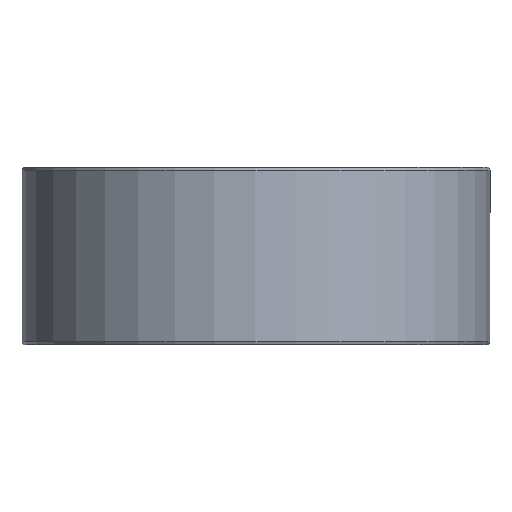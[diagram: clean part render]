
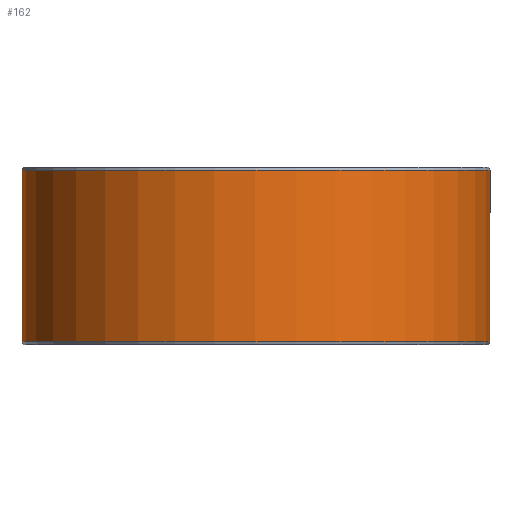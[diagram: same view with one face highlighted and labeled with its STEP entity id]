
A CAD part, front view. The second image highlights one B-rep face of the part: STEP entity #162.
In plain terms, the highlighted cylindrical face has radius 145 mm (diameter 290 mm), a partial arc.
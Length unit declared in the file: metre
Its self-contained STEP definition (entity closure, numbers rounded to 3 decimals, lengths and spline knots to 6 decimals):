
#162=ADVANCED_FACE('',(#185,#186),#187,.T.);
#185=FACE_OUTER_BOUND('',#211,.T.);
#186=FACE_BOUND('',#212,.T.);
#187=CYLINDRICAL_SURFACE('',#213,0.145);
#211=EDGE_LOOP('',(#289,#290,#291,#292));
#212=EDGE_LOOP('',(#293));
#213=AXIS2_PLACEMENT_3D('',#294,#295,#296);
#289=ORIENTED_EDGE('',*,*,#314,.T.);
#290=ORIENTED_EDGE('',*,*,#323,.F.);
#291=ORIENTED_EDGE('',*,*,#309,.F.);
#292=ORIENTED_EDGE('',*,*,#324,.T.);
#293=ORIENTED_EDGE('',*,*,#327,.T.);
#294=CARTESIAN_POINT('',(0.,0.,0.0));
#295=DIRECTION('',(0.,0.0,-1.0));
#296=DIRECTION('',(-1.0,0.0,0.));
#309=EDGE_CURVE('',#341,#342,#343,.T.);
#314=EDGE_CURVE('',#351,#349,#352,.T.);
#323=EDGE_CURVE('',#342,#349,#365,.T.);
#324=EDGE_CURVE('',#341,#351,#366,.T.);
#327=EDGE_CURVE('',#370,#370,#371,.T.);
#341=VERTEX_POINT('',#389);
#342=VERTEX_POINT('',#390);
#343=CIRCLE('',#391,0.145);
#349=VERTEX_POINT('',#399);
#351=VERTEX_POINT('',#402);
#352=CIRCLE('',#403,0.145);
#365=LINE('',#422,#423);
#366=LINE('',#424,#425);
#370=VERTEX_POINT('',#503);
#371=B_SPLINE_CURVE_WITH_KNOTS('',3,(#504,#505,#506,#507,#508,#509,#510,#511,#512,#513,#514,#515,#516,#517,#518,#519,#520,#521,#522,#523,#524,#525,#526,#527,#528,#529,#530,#531,#532,#533,#534,#535,#536,#537,#538,#539,#540,#541,#542,#543,#544,#545,#546,#547,#548,#549,#550,#551,#552,#553,#554,#555,#556,#557,#558,#559,#560,#561,#562,#563,#564,#565,#566,#567,#568,#569,#570,#571,#572,#573,#574,#575,#576,#577),.UNSPECIFIED.,.T.,.F.,(2,2,2,2,2,2,2,2,2,2,2,2,2,2,2,2,2,2,2,2,2,2,2,2,2,2,2,2,2,2,2,2,2,2,2,2,2,2,2),(-0.000977,0.0,0.000977,0.001465,0.001954,0.002931,0.003908,0.004885,0.005862,0.006839,0.007816,0.008793,0.00977,0.010747,0.011724,0.012701,0.013189,0.013678,0.014655,0.015632,0.016609,0.017586,0.018563,0.01954,0.020517,0.021494,0.022471,0.023448,0.024424,0.024913,0.025401,0.026378,0.027355,0.028332,0.028821,0.029309,0.030286,0.031263,0.03224),.UNSPECIFIED.);
#389=CARTESIAN_POINT('',(0.002531,0.144978,0.0018));
#390=CARTESIAN_POINT('',(0.,0.145,0.0018));
#391=AXIS2_PLACEMENT_3D('',#591,#592,#593);
#399=CARTESIAN_POINT('',(0.,0.145,0.1082));
#402=CARTESIAN_POINT('',(0.002531,0.144978,0.1082));
#403=AXIS2_PLACEMENT_3D('',#600,#601,#602);
#422=CARTESIAN_POINT('',(0.,0.145,0.0018));
#423=VECTOR('',#615,1.0);
#424=CARTESIAN_POINT('',(0.002531,0.144978,0.0018));
#425=VECTOR('',#616,1.0);
#503=CARTESIAN_POINT('',(0.12164,-0.078922,0.055));
#504=CARTESIAN_POINT('',(0.12164,-0.078922,0.05467));
#505=CARTESIAN_POINT('',(0.12164,-0.078922,0.05533));
#506=CARTESIAN_POINT('',(0.121658,-0.078895,0.055655));
#507=CARTESIAN_POINT('',(0.12171,-0.078815,0.056134));
#508=CARTESIAN_POINT('',(0.121731,-0.078781,0.056293));
#509=CARTESIAN_POINT('',(0.121783,-0.078702,0.056607));
#510=CARTESIAN_POINT('',(0.121813,-0.078655,0.056763));
#511=CARTESIAN_POINT('',(0.121915,-0.078496,0.057217));
#512=CARTESIAN_POINT('',(0.121998,-0.078367,0.057504));
#513=CARTESIAN_POINT('',(0.122194,-0.078061,0.058048));
#514=CARTESIAN_POINT('',(0.122308,-0.077883,0.058305));
#515=CARTESIAN_POINT('',(0.122555,-0.077494,0.058766));
#516=CARTESIAN_POINT('',(0.12269,-0.077281,0.058973));
#517=CARTESIAN_POINT('',(0.12298,-0.076818,0.059339));
#518=CARTESIAN_POINT('',(0.123134,-0.076571,0.059494));
#519=CARTESIAN_POINT('',(0.123451,-0.076059,0.059744));
#520=CARTESIAN_POINT('',(0.123616,-0.075791,0.05984));
#521=CARTESIAN_POINT('',(0.123952,-0.07524,0.059968));
#522=CARTESIAN_POINT('',(0.12412,-0.074962,0.06));
#523=CARTESIAN_POINT('',(0.124456,-0.074403,0.06));
#524=CARTESIAN_POINT('',(0.124625,-0.074119,0.059968));
#525=CARTESIAN_POINT('',(0.124952,-0.073567,0.05984));
#526=CARTESIAN_POINT('',(0.12511,-0.073298,0.059746));
#527=CARTESIAN_POINT('',(0.125415,-0.072775,0.059496));
#528=CARTESIAN_POINT('',(0.125562,-0.072522,0.059339));
#529=CARTESIAN_POINT('',(0.125832,-0.072052,0.058977));
#530=CARTESIAN_POINT('',(0.125957,-0.071832,0.058771));
#531=CARTESIAN_POINT('',(0.126188,-0.071426,0.058304));
#532=CARTESIAN_POINT('',(0.12629,-0.071246,0.058051));
#533=CARTESIAN_POINT('',(0.126423,-0.071009,0.057645));
#534=CARTESIAN_POINT('',(0.126464,-0.070935,0.057505));
#535=CARTESIAN_POINT('',(0.12654,-0.0708,0.057216));
#536=CARTESIAN_POINT('',(0.126574,-0.070738,0.057066));
#537=CARTESIAN_POINT('',(0.126666,-0.070574,0.056612));
#538=CARTESIAN_POINT('',(0.126712,-0.070491,0.0563));
#539=CARTESIAN_POINT('',(0.126775,-0.070379,0.055659));
#540=CARTESIAN_POINT('',(0.12679,-0.07035,0.055328));
#541=CARTESIAN_POINT('',(0.126791,-0.07035,0.054675));
#542=CARTESIAN_POINT('',(0.126775,-0.070378,0.054351));
#543=CARTESIAN_POINT('',(0.126713,-0.070489,0.053707));
#544=CARTESIAN_POINT('',(0.126667,-0.070573,0.05339));
#545=CARTESIAN_POINT('',(0.126545,-0.070791,0.052789));
#546=CARTESIAN_POINT('',(0.12647,-0.070926,0.052498));
#547=CARTESIAN_POINT('',(0.12629,-0.071244,0.051951));
#548=CARTESIAN_POINT('',(0.126189,-0.071425,0.051699));
#549=CARTESIAN_POINT('',(0.125961,-0.071825,0.051237));
#550=CARTESIAN_POINT('',(0.125834,-0.072048,0.051026));
#551=CARTESIAN_POINT('',(0.125563,-0.07252,0.050662));
#552=CARTESIAN_POINT('',(0.125419,-0.072768,0.050508));
#553=CARTESIAN_POINT('',(0.125114,-0.07329,0.050257));
#554=CARTESIAN_POINT('',(0.124953,-0.073565,0.050161));
#555=CARTESIAN_POINT('',(0.124628,-0.074115,0.050033));
#556=CARTESIAN_POINT('',(0.124462,-0.074394,0.05));
#557=CARTESIAN_POINT('',(0.124122,-0.074959,0.05));
#558=CARTESIAN_POINT('',(0.123953,-0.075238,0.050032));
#559=CARTESIAN_POINT('',(0.123703,-0.075647,0.050127));
#560=CARTESIAN_POINT('',(0.123621,-0.075782,0.050166));
#561=CARTESIAN_POINT('',(0.123456,-0.076049,0.050261));
#562=CARTESIAN_POINT('',(0.123374,-0.076182,0.050317));
#563=CARTESIAN_POINT('',(0.123135,-0.076569,0.050505));
#564=CARTESIAN_POINT('',(0.122983,-0.076813,0.050658));
#565=CARTESIAN_POINT('',(0.122694,-0.077274,0.05102));
#566=CARTESIAN_POINT('',(0.122557,-0.077491,0.051231));
#567=CARTESIAN_POINT('',(0.122309,-0.077882,0.051692));
#568=CARTESIAN_POINT('',(0.122198,-0.078056,0.051944));
#569=CARTESIAN_POINT('',(0.12205,-0.078287,0.052353));
#570=CARTESIAN_POINT('',(0.122004,-0.078359,0.052495));
#571=CARTESIAN_POINT('',(0.12192,-0.078489,0.052784));
#572=CARTESIAN_POINT('',(0.121882,-0.078548,0.052931));
#573=CARTESIAN_POINT('',(0.12178,-0.078705,0.053382));
#574=CARTESIAN_POINT('',(0.121728,-0.078786,0.053696));
#575=CARTESIAN_POINT('',(0.121658,-0.078895,0.054343));
#576=CARTESIAN_POINT('',(0.12164,-0.078922,0.05467));
#577=CARTESIAN_POINT('',(0.12164,-0.078922,0.05533));
#591=CARTESIAN_POINT('',(0.,0.,0.0018));
#592=DIRECTION('',(0.,0.0,-1.0));
#593=DIRECTION('',(-1.0,0.0,0.));
#600=CARTESIAN_POINT('',(0.,0.,0.1082));
#601=DIRECTION('',(0.,0.0,-1.0));
#602=DIRECTION('',(-1.0,0.0,0.));
#615=DIRECTION('',(0.,0.,1.0));
#616=DIRECTION('',(0.,0.,1.0));
